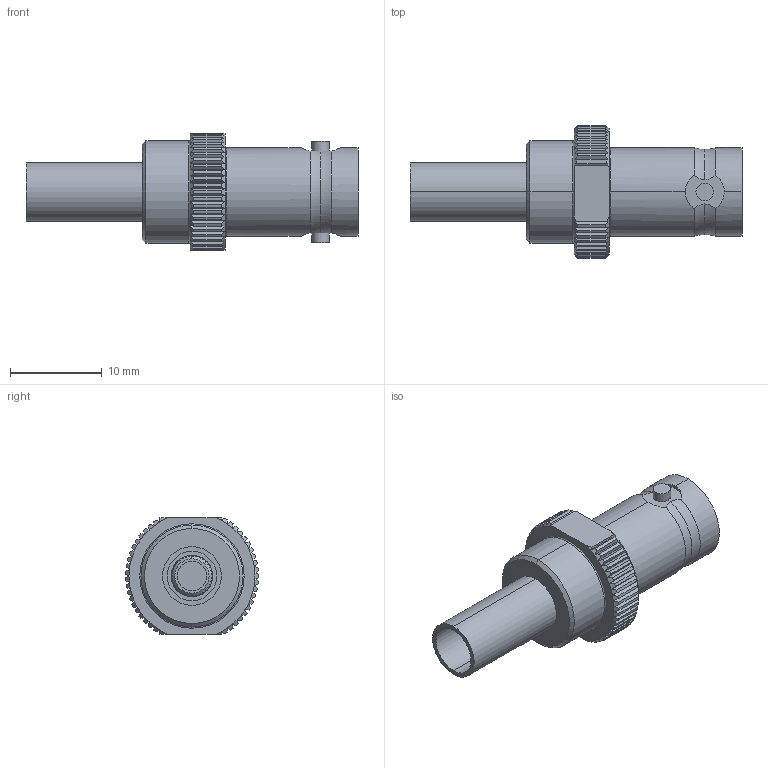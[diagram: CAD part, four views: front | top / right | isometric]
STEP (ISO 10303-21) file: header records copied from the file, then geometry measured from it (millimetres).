
FILE_DESCRIPTION (( 'STEP AP214' ), '1' );
FILE_NAME ('PE4070.STEP', '2017-12-12T22:32:30', ( '' ), ( '' ), 'SwSTEP 2.0', 'SolidWorks 2017', '' );
FILE_SCHEMA (( 'AUTOMOTIVE_DESIGN' ));
Length unit declared in the file: inch
Products named in the file (1): PE4070
Bounding box: 36.2 x 14.5 x 12.7 mm (x, y, z)
Volume: 1887.1 mm3; surface area: 2340.6 mm2
Topology: 3 solids, 3 shells, 1637 faces, 3629 edges, 2006 vertices
Faces by surface type: bspline 1120, cylinder 295, plane 196, cone 18, torus 8
Entity records: 57074 total; most frequent: CARTESIAN_POINT 33731, ORIENTED_EDGE 7258, EDGE_CURVE 3629, VERTEX_POINT 2006, DIRECTION 1719, EDGE_LOOP 1649, ADVANCED_FACE 1637, FACE_OUTER_BOUND 1637
